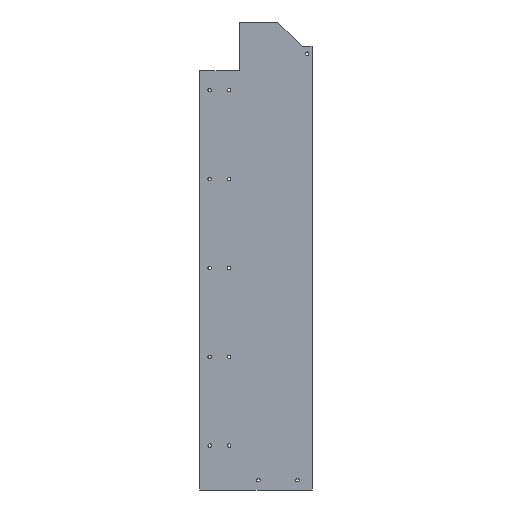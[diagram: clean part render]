
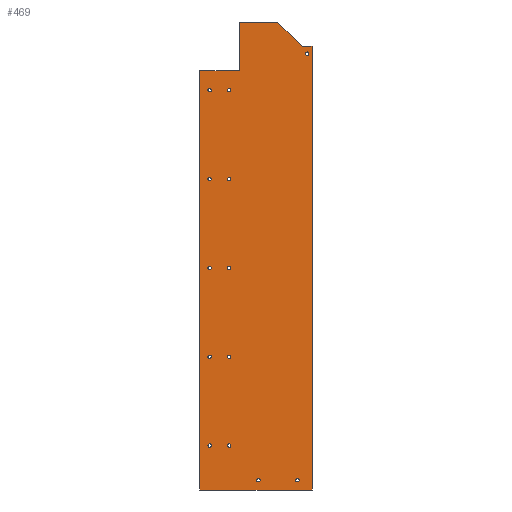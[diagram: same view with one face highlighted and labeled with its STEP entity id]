
A CAD part, left-side view. The second image highlights one B-rep face of the part: STEP entity #469.
In plain terms, the highlighted planar face has unit normal (-1, 0, 0).
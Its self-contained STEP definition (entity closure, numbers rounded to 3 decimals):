
#28=FACE_BOUND('',#106,.T.);
#29=FACE_BOUND('',#107,.T.);
#30=FACE_BOUND('',#108,.T.);
#31=FACE_BOUND('',#109,.T.);
#32=FACE_BOUND('',#110,.T.);
#33=FACE_BOUND('',#111,.T.);
#34=FACE_BOUND('',#112,.T.);
#35=FACE_BOUND('',#113,.T.);
#36=FACE_BOUND('',#114,.T.);
#37=FACE_BOUND('',#115,.T.);
#38=FACE_BOUND('',#116,.T.);
#39=FACE_BOUND('',#117,.T.);
#40=FACE_BOUND('',#118,.T.);
#54=CIRCLE('',#507,1.75);
#55=CIRCLE('',#508,1.75);
#56=CIRCLE('',#509,1.75);
#57=CIRCLE('',#510,1.75);
#58=CIRCLE('',#511,1.75);
#59=CIRCLE('',#512,1.75);
#60=CIRCLE('',#513,1.75);
#61=CIRCLE('',#514,1.75);
#62=CIRCLE('',#515,1.75);
#63=CIRCLE('',#516,1.75);
#64=CIRCLE('',#517,1.75);
#65=CIRCLE('',#518,1.75);
#66=CIRCLE('',#519,1.75);
#82=FACE_OUTER_BOUND('',#105,.T.);
#105=EDGE_LOOP('',(#339,#340,#341,#342,#343,#344,#345,#346));
#106=EDGE_LOOP('',(#347));
#107=EDGE_LOOP('',(#348));
#108=EDGE_LOOP('',(#349));
#109=EDGE_LOOP('',(#350));
#110=EDGE_LOOP('',(#351));
#111=EDGE_LOOP('',(#352));
#112=EDGE_LOOP('',(#353));
#113=EDGE_LOOP('',(#354));
#114=EDGE_LOOP('',(#355));
#115=EDGE_LOOP('',(#356));
#116=EDGE_LOOP('',(#357));
#117=EDGE_LOOP('',(#358));
#118=EDGE_LOOP('',(#359));
#153=LINE('',#696,#190);
#156=LINE('',#702,#193);
#159=LINE('',#709,#196);
#160=LINE('',#710,#197);
#161=LINE('',#712,#198);
#162=LINE('',#714,#199);
#163=LINE('',#716,#200);
#164=LINE('',#717,#201);
#190=VECTOR('',#558,10.);
#193=VECTOR('',#563,10.);
#196=VECTOR('',#568,10.);
#197=VECTOR('',#569,10.);
#198=VECTOR('',#570,10.);
#199=VECTOR('',#571,10.);
#200=VECTOR('',#572,10.);
#201=VECTOR('',#573,10.);
#226=VERTEX_POINT('',#692);
#228=VERTEX_POINT('',#695);
#230=VERTEX_POINT('',#701);
#232=VERTEX_POINT('',#707);
#233=VERTEX_POINT('',#708);
#234=VERTEX_POINT('',#711);
#235=VERTEX_POINT('',#713);
#236=VERTEX_POINT('',#715);
#237=VERTEX_POINT('',#718);
#238=VERTEX_POINT('',#720);
#239=VERTEX_POINT('',#722);
#240=VERTEX_POINT('',#724);
#241=VERTEX_POINT('',#726);
#242=VERTEX_POINT('',#728);
#243=VERTEX_POINT('',#730);
#244=VERTEX_POINT('',#732);
#245=VERTEX_POINT('',#734);
#246=VERTEX_POINT('',#736);
#247=VERTEX_POINT('',#738);
#248=VERTEX_POINT('',#740);
#249=VERTEX_POINT('',#742);
#269=EDGE_CURVE('',#228,#226,#153,.T.);
#272=EDGE_CURVE('',#230,#228,#156,.T.);
#275=EDGE_CURVE('',#232,#233,#159,.T.);
#276=EDGE_CURVE('',#233,#230,#160,.T.);
#277=EDGE_CURVE('',#226,#234,#161,.T.);
#278=EDGE_CURVE('',#234,#235,#162,.T.);
#279=EDGE_CURVE('',#235,#236,#163,.T.);
#280=EDGE_CURVE('',#236,#232,#164,.T.);
#281=EDGE_CURVE('',#237,#237,#54,.T.);
#282=EDGE_CURVE('',#238,#238,#55,.T.);
#283=EDGE_CURVE('',#239,#239,#56,.T.);
#284=EDGE_CURVE('',#240,#240,#57,.T.);
#285=EDGE_CURVE('',#241,#241,#58,.T.);
#286=EDGE_CURVE('',#242,#242,#59,.T.);
#287=EDGE_CURVE('',#243,#243,#60,.T.);
#288=EDGE_CURVE('',#244,#244,#61,.T.);
#289=EDGE_CURVE('',#245,#245,#62,.T.);
#290=EDGE_CURVE('',#246,#246,#63,.T.);
#291=EDGE_CURVE('',#247,#247,#64,.T.);
#292=EDGE_CURVE('',#248,#248,#65,.T.);
#293=EDGE_CURVE('',#249,#249,#66,.T.);
#339=ORIENTED_EDGE('',*,*,#275,.T.);
#340=ORIENTED_EDGE('',*,*,#276,.T.);
#341=ORIENTED_EDGE('',*,*,#272,.T.);
#342=ORIENTED_EDGE('',*,*,#269,.T.);
#343=ORIENTED_EDGE('',*,*,#277,.T.);
#344=ORIENTED_EDGE('',*,*,#278,.T.);
#345=ORIENTED_EDGE('',*,*,#279,.T.);
#346=ORIENTED_EDGE('',*,*,#280,.T.);
#347=ORIENTED_EDGE('',*,*,#281,.T.);
#348=ORIENTED_EDGE('',*,*,#282,.T.);
#349=ORIENTED_EDGE('',*,*,#283,.T.);
#350=ORIENTED_EDGE('',*,*,#284,.T.);
#351=ORIENTED_EDGE('',*,*,#285,.T.);
#352=ORIENTED_EDGE('',*,*,#286,.T.);
#353=ORIENTED_EDGE('',*,*,#287,.T.);
#354=ORIENTED_EDGE('',*,*,#288,.T.);
#355=ORIENTED_EDGE('',*,*,#289,.T.);
#356=ORIENTED_EDGE('',*,*,#290,.T.);
#357=ORIENTED_EDGE('',*,*,#291,.T.);
#358=ORIENTED_EDGE('',*,*,#292,.T.);
#359=ORIENTED_EDGE('',*,*,#293,.T.);
#459=PLANE('',#506);
#469=ADVANCED_FACE('',(#82,#28,#29,#30,#31,#32,#33,#34,#35,#36,#37,#38,
#39,#40),#459,.F.);
#506=AXIS2_PLACEMENT_3D('',#706,#566,#567);
#507=AXIS2_PLACEMENT_3D('',#719,#574,#575);
#508=AXIS2_PLACEMENT_3D('',#721,#576,#577);
#509=AXIS2_PLACEMENT_3D('',#723,#578,#579);
#510=AXIS2_PLACEMENT_3D('',#725,#580,#581);
#511=AXIS2_PLACEMENT_3D('',#727,#582,#583);
#512=AXIS2_PLACEMENT_3D('',#729,#584,#585);
#513=AXIS2_PLACEMENT_3D('',#731,#586,#587);
#514=AXIS2_PLACEMENT_3D('',#733,#588,#589);
#515=AXIS2_PLACEMENT_3D('',#735,#590,#591);
#516=AXIS2_PLACEMENT_3D('',#737,#592,#593);
#517=AXIS2_PLACEMENT_3D('',#739,#594,#595);
#518=AXIS2_PLACEMENT_3D('',#741,#596,#597);
#519=AXIS2_PLACEMENT_3D('',#743,#598,#599);
#558=DIRECTION('',(0.,-1.,0.));
#563=DIRECTION('',(0.,0.,-1.));
#566=DIRECTION('center_axis',(1.,0.,0.));
#567=DIRECTION('ref_axis',(0.,0.,-1.));
#568=DIRECTION('',(0.,0.,-1.));
#569=DIRECTION('',(0.,1.,0.));
#570=DIRECTION('',(0.,0.,1.));
#571=DIRECTION('',(0.,1.,0.));
#572=DIRECTION('',(0.,0.707,0.707));
#573=DIRECTION('',(0.,1.,0.));
#574=DIRECTION('center_axis',(1.,0.,0.));
#575=DIRECTION('ref_axis',(0.,0.,-1.));
#576=DIRECTION('center_axis',(1.,0.,0.));
#577=DIRECTION('ref_axis',(0.,0.,-1.));
#578=DIRECTION('center_axis',(1.,0.,0.));
#579=DIRECTION('ref_axis',(0.,0.,-1.));
#580=DIRECTION('center_axis',(1.,0.,0.));
#581=DIRECTION('ref_axis',(0.,0.,-1.));
#582=DIRECTION('center_axis',(1.,0.,0.));
#583=DIRECTION('ref_axis',(0.,0.,-1.));
#584=DIRECTION('center_axis',(1.,0.,0.));
#585=DIRECTION('ref_axis',(0.,0.,-1.));
#586=DIRECTION('center_axis',(1.,0.,0.));
#587=DIRECTION('ref_axis',(0.,0.,-1.));
#588=DIRECTION('center_axis',(1.,0.,0.));
#589=DIRECTION('ref_axis',(0.,0.,-1.));
#590=DIRECTION('center_axis',(1.,0.,0.));
#591=DIRECTION('ref_axis',(0.,0.,-1.));
#592=DIRECTION('center_axis',(1.,0.,0.));
#593=DIRECTION('ref_axis',(0.,0.,-1.));
#594=DIRECTION('center_axis',(1.,0.,0.));
#595=DIRECTION('ref_axis',(0.,0.,-1.));
#596=DIRECTION('center_axis',(1.,0.,0.));
#597=DIRECTION('ref_axis',(0.,0.,-1.));
#598=DIRECTION('center_axis',(1.,0.,0.));
#599=DIRECTION('ref_axis',(0.,0.,-1.));
#692=CARTESIAN_POINT('',(72.1,-66.602,173.45));
#695=CARTESIAN_POINT('',(72.1,48.398,173.45));
#696=CARTESIAN_POINT('',(72.1,-9.102,173.45));
#701=CARTESIAN_POINT('',(72.1,48.398,603.3));
#702=CARTESIAN_POINT('',(72.1,48.398,673.5));
#706=CARTESIAN_POINT('Origin',(72.1,-9.102,173.5));
#707=CARTESIAN_POINT('',(72.1,8.198,653.3));
#708=CARTESIAN_POINT('',(72.1,8.198,603.3));
#709=CARTESIAN_POINT('',(72.1,8.198,405.7));
#710=CARTESIAN_POINT('',(72.1,8.198,603.3));
#711=CARTESIAN_POINT('',(72.1,-66.602,628.3));
#712=CARTESIAN_POINT('',(72.1,-66.602,-281.3));
#713=CARTESIAN_POINT('',(72.1,-56.519,628.3));
#714=CARTESIAN_POINT('',(72.1,-66.602,628.3));
#715=CARTESIAN_POINT('',(72.1,-31.519,653.3));
#716=CARTESIAN_POINT('',(72.1,-56.519,628.3));
#717=CARTESIAN_POINT('',(72.1,-31.519,653.3));
#718=CARTESIAN_POINT('',(72.1,-61.602,622.55));
#719=CARTESIAN_POINT('Origin',(72.1,-61.602,620.8));
#720=CARTESIAN_POINT('',(72.1,18.398,402.894));
#721=CARTESIAN_POINT('Origin',(72.1,18.398,401.144));
#722=CARTESIAN_POINT('',(72.1,18.398,585.05));
#723=CARTESIAN_POINT('Origin',(72.1,18.398,583.3));
#724=CARTESIAN_POINT('',(72.1,38.398,493.972));
#725=CARTESIAN_POINT('Origin',(72.1,38.398,492.222));
#726=CARTESIAN_POINT('',(72.1,38.398,220.739));
#727=CARTESIAN_POINT('Origin',(72.1,38.398,218.989));
#728=CARTESIAN_POINT('',(72.1,-51.602,185.2));
#729=CARTESIAN_POINT('Origin',(72.1,-51.602,183.45));
#730=CARTESIAN_POINT('',(72.1,-11.602,185.2));
#731=CARTESIAN_POINT('Origin',(72.1,-11.602,183.45));
#732=CARTESIAN_POINT('',(72.1,18.398,311.817));
#733=CARTESIAN_POINT('Origin',(72.1,18.398,310.067));
#734=CARTESIAN_POINT('',(72.1,38.398,402.894));
#735=CARTESIAN_POINT('Origin',(72.1,38.398,401.144));
#736=CARTESIAN_POINT('',(72.1,38.398,585.05));
#737=CARTESIAN_POINT('Origin',(72.1,38.398,583.3));
#738=CARTESIAN_POINT('',(72.1,18.398,493.972));
#739=CARTESIAN_POINT('Origin',(72.1,18.398,492.222));
#740=CARTESIAN_POINT('',(72.1,38.398,311.817));
#741=CARTESIAN_POINT('Origin',(72.1,38.398,310.067));
#742=CARTESIAN_POINT('',(72.1,18.398,220.739));
#743=CARTESIAN_POINT('Origin',(72.1,18.398,218.989));
